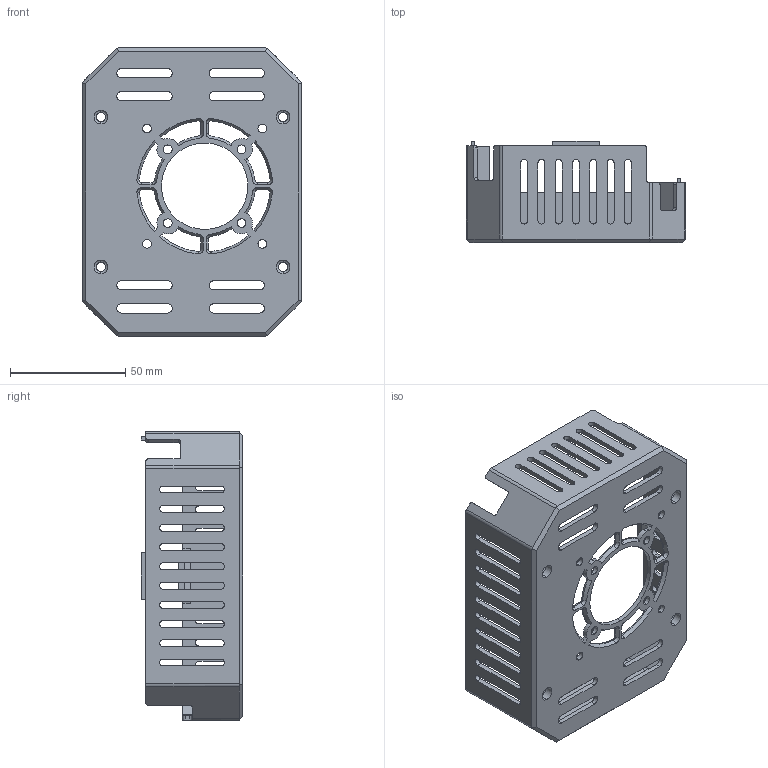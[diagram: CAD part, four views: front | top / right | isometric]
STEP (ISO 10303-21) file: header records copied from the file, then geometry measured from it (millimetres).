
FILE_DESCRIPTION (( 'STEP AP214' ), '1' );
FILE_NAME ('CASE-B.STEP', '2019-06-23T19:22:23', ( '' ), ( '' ), 'SwSTEP 2.0', 'SolidWorks 2018', '' );
FILE_SCHEMA (( 'AUTOMOTIVE_DESIGN' ));
Length unit declared in the file: millimetre
Products named in the file (1): CASE-B
Bounding box: 95 x 44 x 125 mm (x, y, z)
Volume: 38326.3 mm3; surface area: 43657.6 mm2
Topology: 1 solids, 1 shells, 434 faces, 1202 edges, 758 vertices
Faces by surface type: cylinder 198, plane 158, cone 42, torus 20, sphere 8, bspline 8
Entity records: 14376 total; most frequent: CARTESIAN_POINT 2871, DIRECTION 2466, ORIENTED_EDGE 2372, EDGE_CURVE 1186, AXIS2_PLACEMENT_3D 901, VERTEX_POINT 758, VECTOR 664, LINE 664
